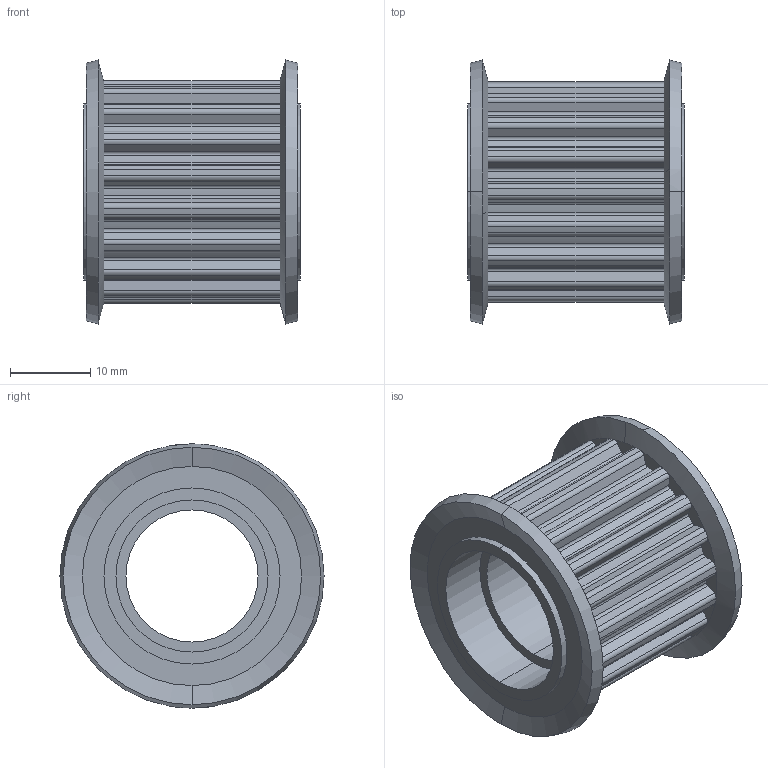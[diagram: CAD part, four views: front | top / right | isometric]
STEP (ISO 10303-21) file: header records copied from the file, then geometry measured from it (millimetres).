
FILE_DESCRIPTION (( 'STEP AP214' ), '1' );
FILE_NAME ('AHTFW18_T5200_8_6.STEP', '2024-10-09T10:45:50', ( '' ), ( '' ), 'SwSTEP 2.0', 'SolidWorks 2024', '' );
FILE_SCHEMA (( 'AUTOMOTIVE_DESIGN' ));
Length unit declared in the file: millimetre
Products named in the file (1): AHTFW18_T5200_8_6
Bounding box: 27 x 33 x 33 mm (x, y, z)
Volume: 8454.8 mm3; surface area: 6474.4 mm2
Topology: 1 solids, 1 shells, 208 faces, 530 edges, 328 vertices
Faces by surface type: cylinder 118, plane 78, cone 12
Entity records: 6365 total; most frequent: DIRECTION 1240, CARTESIAN_POINT 1067, ORIENTED_EDGE 1060, EDGE_CURVE 530, AXIS2_PLACEMENT_3D 501, VERTEX_POINT 328, CIRCLE 292, LINE 238
